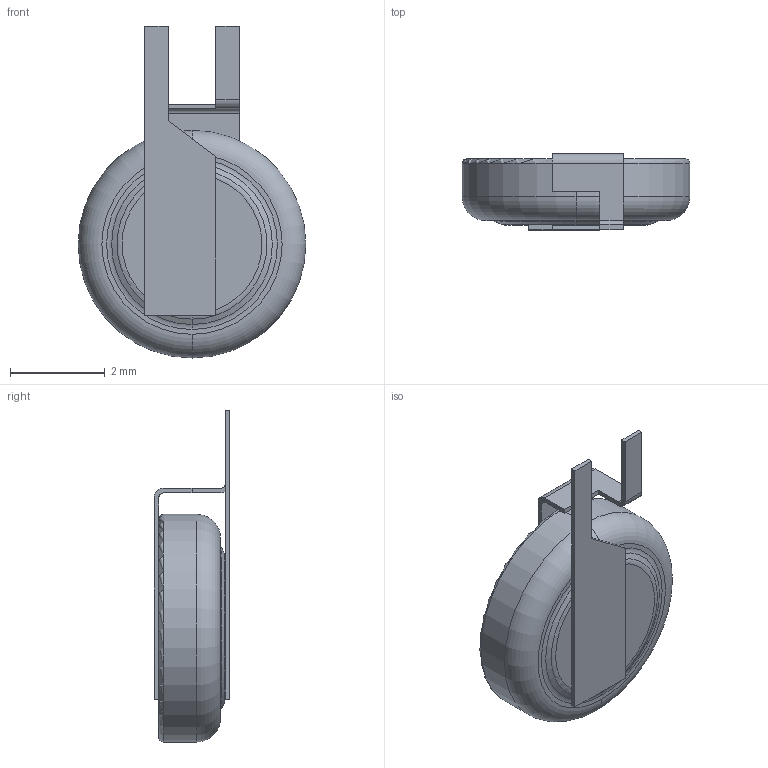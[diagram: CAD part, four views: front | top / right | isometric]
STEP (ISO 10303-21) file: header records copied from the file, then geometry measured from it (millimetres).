
FILE_DESCRIPTION (( 'STEP AP214' ), '1' );
FILE_NAME ('Seiko_MS412FE.step', '2020-10-19T11:51:59+00:00', 'Stefan Hamminga', '', '', '', '');
FILE_SCHEMA (( 'AUTOMOTIVE_DESIGN' ));
Length unit declared in the file: millimetre
Products named in the file (1): Seiko_MS412FE
Bounding box: 4.8 x 1.6 x 7 mm (x, y, z)
Volume: 25.1 mm3; surface area: 66.9 mm2
Topology: 1 solids, 1 shells, 41 faces, 100 edges, 62 vertices
Faces by surface type: plane 25, torus 8, cylinder 6, cone 2
Entity records: 1234 total; most frequent: DIRECTION 222, CARTESIAN_POINT 204, ORIENTED_EDGE 200, EDGE_CURVE 100, AXIS2_PLACEMENT_3D 80, LINE 62, VECTOR 62, VERTEX_POINT 62
